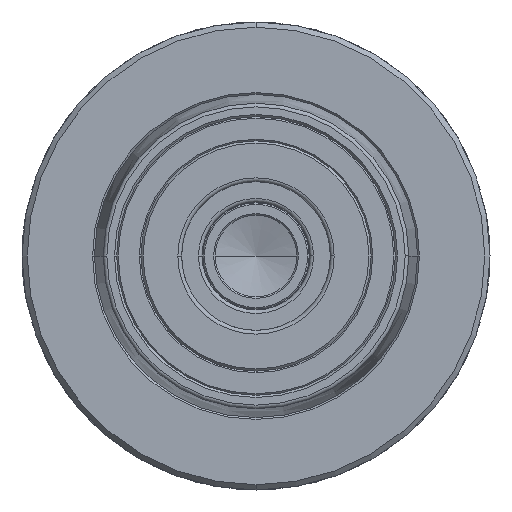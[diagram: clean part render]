
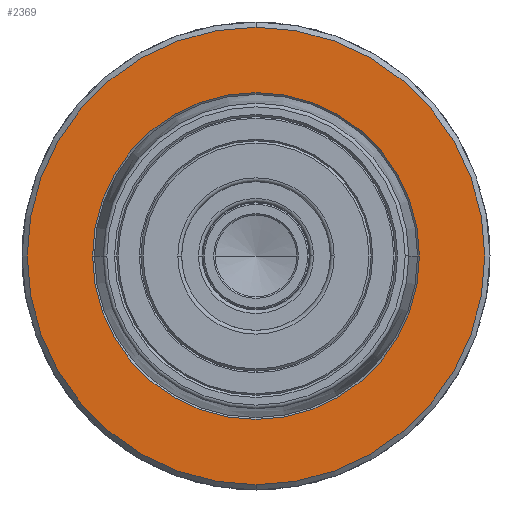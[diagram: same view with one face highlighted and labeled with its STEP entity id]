
A CAD part, front view. The second image highlights one B-rep face of the part: STEP entity #2369.
In plain terms, the highlighted planar face has unit normal (0, -1, 0).
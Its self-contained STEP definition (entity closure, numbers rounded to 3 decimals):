
#132=CARTESIAN_POINT('',(0.,0.,0.));
#133=DIRECTION('',(0.,-1.,0.));
#134=DIRECTION('',(1.,0.,0.));
#135=AXIS2_PLACEMENT_3D('',#132,#133,#134);
#137=CARTESIAN_POINT('',(0.,0.,0.));
#138=DIRECTION('',(0.,-1.,0.));
#139=DIRECTION('',(-1.,0.,0.));
#140=AXIS2_PLACEMENT_3D('',#137,#138,#139);
#151=CARTESIAN_POINT('',(0.,0.,0.));
#152=DIRECTION('',(0.,1.,0.));
#153=DIRECTION('',(0.,0.,1.));
#154=AXIS2_PLACEMENT_3D('',#151,#152,#153);
#849=CARTESIAN_POINT('',(0.,0.,0.));
#850=DIRECTION('',(0.,-1.,0.));
#851=DIRECTION('',(0.,0.,1.));
#852=AXIS2_PLACEMENT_3D('',#849,#850,#851);
#1843=CARTESIAN_POINT('',(0.,0.,30.8));
#1844=CARTESIAN_POINT('',(0.,0.,-30.8));
#1845=VERTEX_POINT('',#1843);
#1846=VERTEX_POINT('',#1844);
#2145=CARTESIAN_POINT('',(22.,0.,0.));
#2146=CARTESIAN_POINT('',(-22.,0.,0.));
#2147=VERTEX_POINT('',#2145);
#2148=VERTEX_POINT('',#2146);
#2353=CARTESIAN_POINT('',(0.,0.,0.));
#2354=DIRECTION('',(0.,-1.,0.));
#2355=DIRECTION('',(0.,0.,-1.));
#2356=AXIS2_PLACEMENT_3D('',#2353,#2354,#2355);
#2357=PLANE('',#2356);
#2359=ORIENTED_EDGE('',*,*,#2358,.T.);
#2361=ORIENTED_EDGE('',*,*,#2360,.F.);
#2362=EDGE_LOOP('',(#2359,#2361));
#2363=FACE_OUTER_BOUND('',#2362,.F.);
#2365=ORIENTED_EDGE('',*,*,#2364,.T.);
#2366=ORIENTED_EDGE('',*,*,#2343,.T.);
#2367=EDGE_LOOP('',(#2365,#2366));
#2368=FACE_BOUND('',#2367,.F.);
#2369=ADVANCED_FACE('',(#2363,#2368),#2357,.T.);
#136=CIRCLE('',#135,22.);
#141=CIRCLE('',#140,22.);
#155=CIRCLE('',#154,30.8);
#853=CIRCLE('',#852,30.8);
#2343=EDGE_CURVE('',#2148,#2147,#141,.T.);
#2358=EDGE_CURVE('',#1845,#1846,#155,.T.);
#2360=EDGE_CURVE('',#1845,#1846,#853,.T.);
#2364=EDGE_CURVE('',#2147,#2148,#136,.T.);
